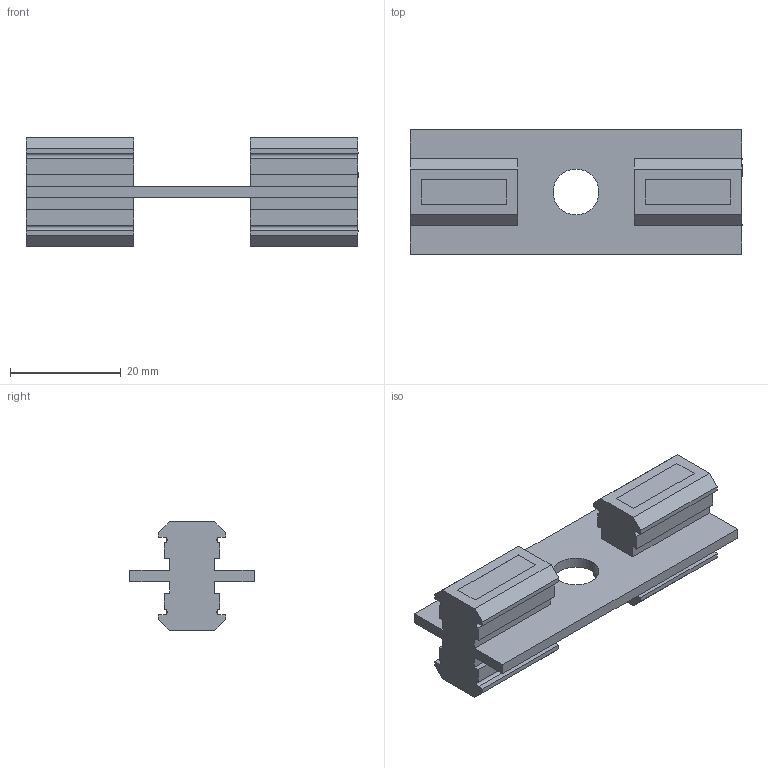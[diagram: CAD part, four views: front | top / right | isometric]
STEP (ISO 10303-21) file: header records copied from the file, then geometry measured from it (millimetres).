
FILE_DESCRIPTION (( 'STEP AP214' ), '1' );
FILE_NAME ('6721023', '2019-02-04T08:28:35', ( '' ), ('JUGARD+KÜNSTNER GmbH'), 'SwSTEP 2.0', 'SolidWorks 2017', '' );
FILE_SCHEMA (( 'AUTOMOTIVE_DESIGN' ));
Length unit declared in the file: millimetre
Products named in the file (1): 6721023_CNAJF00
Bounding box: 60 x 22.5 x 19.6 mm (x, y, z)
Volume: 9235.3 mm3; surface area: 5561.2 mm2
Topology: 1 solids, 1 shells, 93 faces, 259 edges, 170 vertices
Faces by surface type: plane 80, cylinder 13
Entity records: 2973 total; most frequent: CARTESIAN_POINT 523, ORIENTED_EDGE 518, DIRECTION 473, EDGE_CURVE 259, VECTOR 233, LINE 233, VERTEX_POINT 170, AXIS2_PLACEMENT_3D 120
